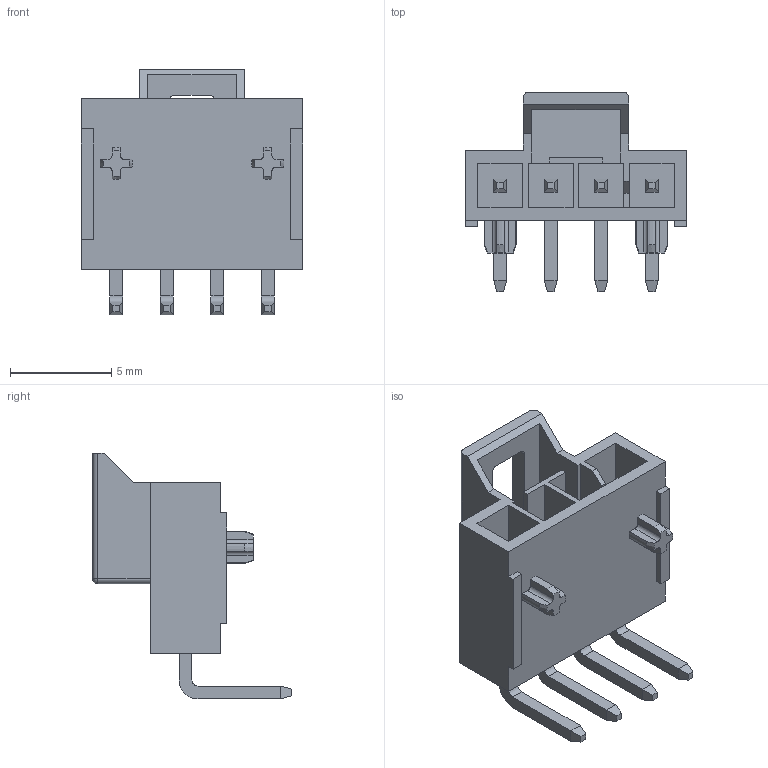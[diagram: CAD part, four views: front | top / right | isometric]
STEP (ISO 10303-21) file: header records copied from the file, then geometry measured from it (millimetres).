
FILE_DESCRIPTION( ( 'STEP AP214' ), '1' );
FILE_NAME( '1053131304.stp', '2021-11-16T17:07:06', ( 'License CC BY-ND 4.0' ), ( 'CADENAS' ), ' ', 'PARTsolutions', ' ' );
FILE_SCHEMA( ( 'AUTOMOTIVE_DESIGN { 1 0 10303 214 1 1 1 1 }' ) );
Length unit declared in the file: millimetre
Products named in the file (2): 1053131304; 1
Assembly tree (1 placements, depth 2):
  1053131304
    1
Bounding box: 10.94 x 9.84 x 12.16 mm (x, y, z)
Volume: 248.9 mm3; surface area: 777.4 mm2
Topology: 1 solids, 1 shells, 193 faces, 506 edges, 324 vertices
Faces by surface type: plane 151, cylinder 32, cone 8, sphere 2
Entity records: 5905 total; most frequent: CARTESIAN_POINT 1089, ORIENTED_EDGE 1012, DIRECTION 952, EDGE_CURVE 506, LINE 418, VECTOR 418, VERTEX_POINT 324, AXIS2_PLACEMENT_3D 267
